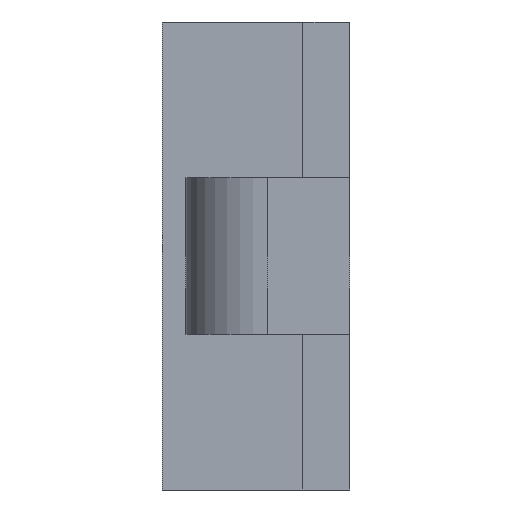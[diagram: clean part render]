
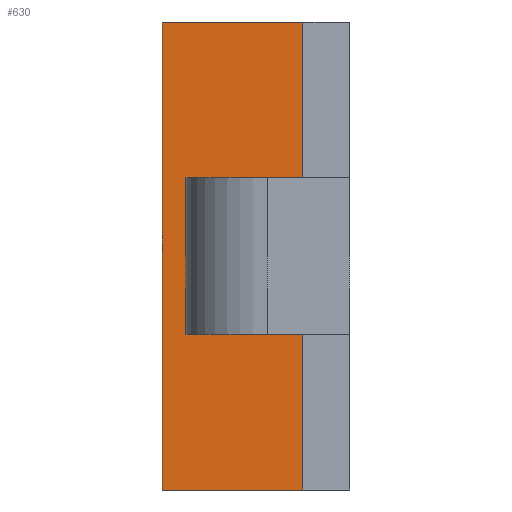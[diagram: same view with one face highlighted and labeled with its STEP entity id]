
A CAD part, left-side view. The second image highlights one B-rep face of the part: STEP entity #630.
In plain terms, the highlighted planar face has unit normal (-1, 0, 0).
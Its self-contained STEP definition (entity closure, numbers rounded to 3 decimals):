
#54=FACE_OUTER_BOUND('',#89,.T.);
#89=EDGE_LOOP('',(#526,#527,#528,#529));
#175=LINE('',#1021,#250);
#176=LINE('',#1024,#251);
#177=LINE('',#1026,#252);
#178=LINE('',#1027,#253);
#250=VECTOR('',#842,10.);
#251=VECTOR('',#845,10.);
#252=VECTOR('',#846,10.);
#253=VECTOR('',#847,10.);
#312=VERTEX_POINT('',#1015);
#314=VERTEX_POINT('',#1019);
#315=VERTEX_POINT('',#1023);
#316=VERTEX_POINT('',#1025);
#395=EDGE_CURVE('',#312,#314,#175,.T.);
#396=EDGE_CURVE('',#312,#315,#176,.T.);
#397=EDGE_CURVE('',#316,#314,#177,.T.);
#398=EDGE_CURVE('',#315,#316,#178,.T.);
#526=ORIENTED_EDGE('',*,*,#396,.F.);
#527=ORIENTED_EDGE('',*,*,#395,.T.);
#528=ORIENTED_EDGE('',*,*,#397,.F.);
#529=ORIENTED_EDGE('',*,*,#398,.F.);
#599=PLANE('',#696);
#630=ADVANCED_FACE('',(#54),#599,.T.);
#696=AXIS2_PLACEMENT_3D('',#1022,#843,#844);
#842=DIRECTION('',(0.,0.,-1.));
#843=DIRECTION('center_axis',(-1.,0.,0.));
#844=DIRECTION('ref_axis',(0.,1.,0.));
#845=DIRECTION('',(0.,-1.,0.));
#846=DIRECTION('',(0.,1.,0.));
#847=DIRECTION('',(0.,0.,-1.));
#1015=CARTESIAN_POINT('',(-5.15,4.,0.));
#1019=CARTESIAN_POINT('',(-5.15,4.,-10.));
#1021=CARTESIAN_POINT('',(-5.15,4.,0.));
#1022=CARTESIAN_POINT('Origin',(-5.15,1.,0.));
#1023=CARTESIAN_POINT('',(-5.15,1.,0.));
#1024=CARTESIAN_POINT('',(-5.15,4.,0.));
#1025=CARTESIAN_POINT('',(-5.15,1.,-10.));
#1026=CARTESIAN_POINT('',(-5.15,4.,-10.));
#1027=CARTESIAN_POINT('',(-5.15,1.,0.));
